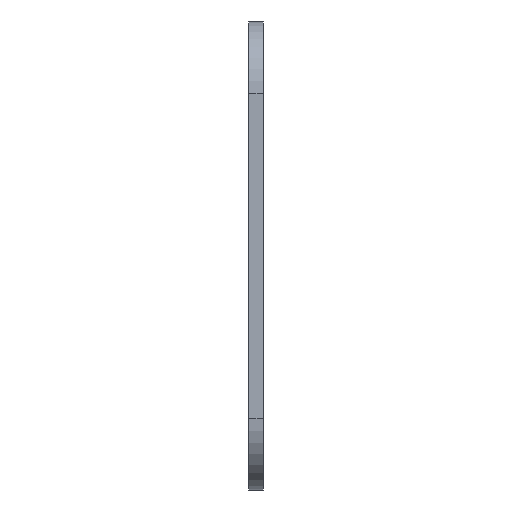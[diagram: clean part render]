
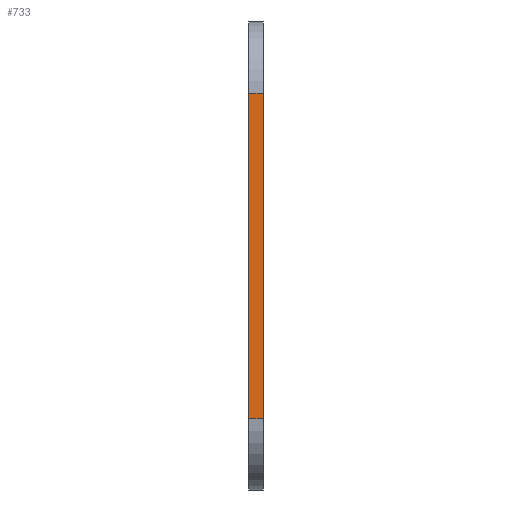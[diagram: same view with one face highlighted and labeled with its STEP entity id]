
A CAD part, left-side view. The second image highlights one B-rep face of the part: STEP entity #733.
In plain terms, the highlighted planar face has unit normal (-1, 0, 0).
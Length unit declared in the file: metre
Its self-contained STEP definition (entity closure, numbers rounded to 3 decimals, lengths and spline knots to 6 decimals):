
#19=LINE('',#1032,#107);
#59=LINE('',#1127,#147);
#75=LINE('',#1168,#163);
#76=LINE('',#1169,#164);
#107=VECTOR('',#842,1.);
#147=VECTOR('',#898,1.);
#163=VECTOR('',#924,1.);
#164=VECTOR('',#925,1.);
#265=ORIENTED_EDGE('',*,*,#449,.F.);
#266=ORIENTED_EDGE('',*,*,#469,.F.);
#267=ORIENTED_EDGE('',*,*,#402,.T.);
#268=ORIENTED_EDGE('',*,*,#470,.T.);
#402=EDGE_CURVE('',#504,#505,#19,.T.);
#449=EDGE_CURVE('',#551,#552,#59,.T.);
#469=EDGE_CURVE('',#504,#551,#75,.T.);
#470=EDGE_CURVE('',#505,#552,#76,.T.);
#504=VERTEX_POINT('',#1033);
#505=VERTEX_POINT('',#1034);
#551=VERTEX_POINT('',#1128);
#552=VERTEX_POINT('',#1129);
#605=EDGE_LOOP('',(#265,#266,#267,#268));
#663=FACE_BOUND('',#605,.T.);
#703=PLANE('',#797);
#733=ADVANCED_FACE('',(#663),#703,.T.);
#797=AXIS2_PLACEMENT_3D('',#1167,#922,#923);
#842=DIRECTION('',(0.,0.,-1.));
#898=DIRECTION('',(0.,0.,-1.));
#922=DIRECTION('',(-1.,0.,0.));
#923=DIRECTION('',(0.,-1.,0.));
#924=DIRECTION('',(0.,-1.,0.));
#925=DIRECTION('',(0.,-1.,0.));
#1032=CARTESIAN_POINT('',(-0.0711,0.07,0.009));
#1033=CARTESIAN_POINT('',(-0.0711,0.07,0.02));
#1034=CARTESIAN_POINT('',(-0.0711,0.07,-0.002));
#1127=CARTESIAN_POINT('',(-0.0711,0.069,0.009));
#1128=CARTESIAN_POINT('',(-0.0711,0.069,0.02));
#1129=CARTESIAN_POINT('',(-0.0711,0.069,-0.002));
#1167=CARTESIAN_POINT('',(-0.0711,0.07,0.009));
#1168=CARTESIAN_POINT('',(-0.0711,0.07,0.02));
#1169=CARTESIAN_POINT('',(-0.0711,0.07,-0.002));
